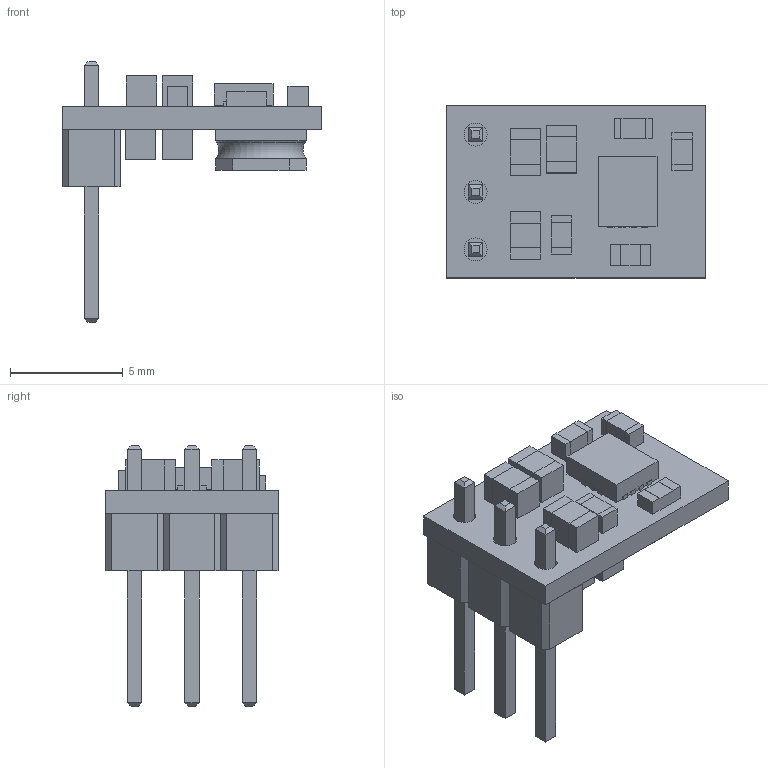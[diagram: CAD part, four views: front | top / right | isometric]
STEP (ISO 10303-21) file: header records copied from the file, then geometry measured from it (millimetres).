
FILE_DESCRIPTION(('FreeCAD Model'),'2;1');
FILE_NAME('Open CASCADE Shape Model','2022-01-20T16:30:11',( 'kicad StepUp'),('ksu MCAD'),'Open CASCADE STEP processor 7.5', 'FreeCAD','Unknown');
FILE_SCHEMA(('AUTOMOTIVE_DESIGN { 1 0 10303 214 1 1 1 1 }'));
Length unit declared in the file: millimetre
Products named in the file (1): Compound
Bounding box: 11.43 x 7.62 x 11.54 mm (x, y, z)
Volume: 209.8 mm3; surface area: 510.8 mm2
Topology: 2 solids, 2 shells, 691 faces, 1854 edges, 1212 vertices
Faces by surface type: plane 502, bspline 162, cylinder 25, cone 1, torus 1
Full cylindrical faces by diameter (mm): 1.016 x3
Entity records: 27168 total; most frequent: CARTESIAN_POINT 11029, ORIENTED_EDGE 3708, DIRECTION 2574, EDGE_CURVE 1854, LINE 1404, VECTOR 1404, VERTEX_POINT 1212, FACE_BOUND 766
